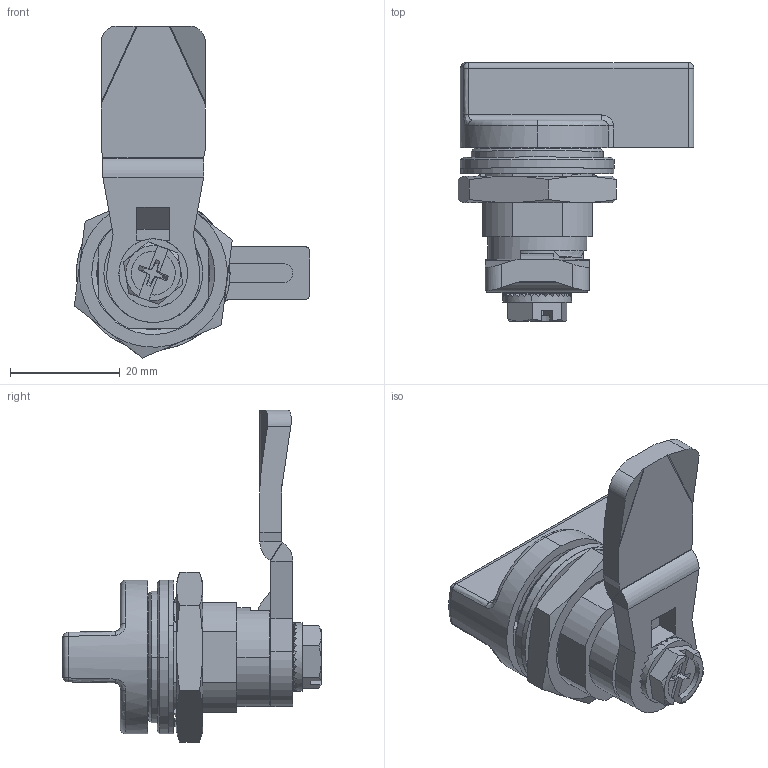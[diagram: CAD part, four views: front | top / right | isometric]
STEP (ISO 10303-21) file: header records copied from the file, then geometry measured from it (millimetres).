
FILE_DESCRIPTION (( 'STEP AP203' ), '1' );
FILE_NAME ('162.37.STEP', '2021-01-14T07:17:15', ( '' ), ( '' ), 'SwSTEP 2.0', 'SolidWorks 2019', '' );
FILE_SCHEMA (( 'CONFIG_CONTROL_DESIGN' ));
Length unit declared in the file: millimetre
Products named in the file (3): 162.12; 30403169.step; 162.37
Assembly tree (2 placements, depth 2):
  162.37
    162.12
    30403169.step
Bounding box: 42.88 x 47.1 x 60.46 mm (x, y, z)
Volume: 17929.4 mm3; surface area: 15188 mm2
Topology: 8 solids, 8 shells, 430 faces, 1095 edges, 704 vertices
Faces by surface type: plane 261, cylinder 90, bspline 37, cone 30, torus 6, sphere 6
Entity records: 15818 total; most frequent: CARTESIAN_POINT 5551, ORIENTED_EDGE 2186, DIRECTION 1915, EDGE_CURVE 1093, VERTEX_POINT 704, AXIS2_PLACEMENT_3D 644, VECTOR 627, LINE 627
